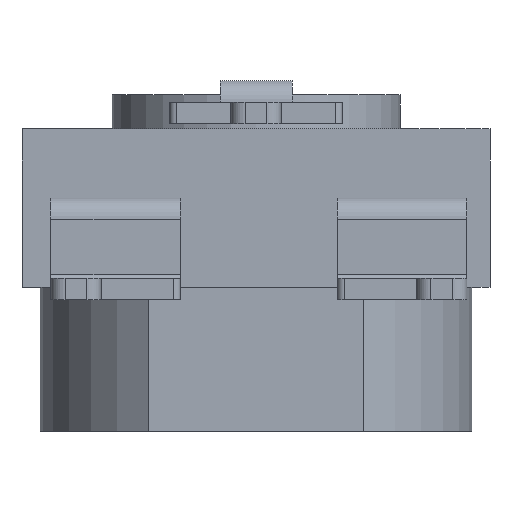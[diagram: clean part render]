
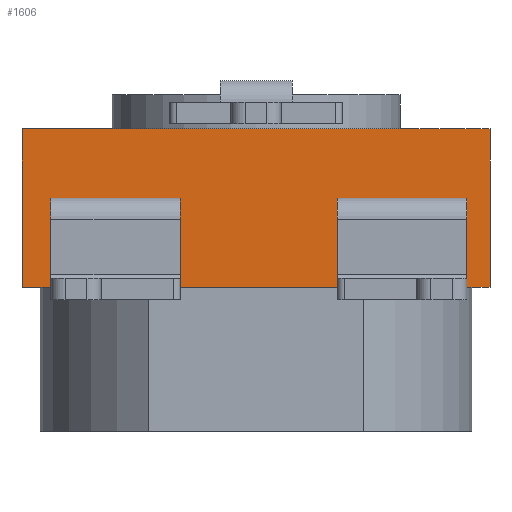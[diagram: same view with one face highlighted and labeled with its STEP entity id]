
A CAD part, front view. The second image highlights one B-rep face of the part: STEP entity #1606.
In plain terms, the highlighted planar face has unit normal (0, -1, 0).
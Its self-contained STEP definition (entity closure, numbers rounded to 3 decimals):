
#115=PLANE('',#1716);
#177=FACE_OUTER_BOUND('',#268,.T.);
#268=EDGE_LOOP('',(#1199,#1200,#1201,#1202));
#383=LINE('',#2395,#552);
#386=LINE('',#2401,#555);
#387=LINE('',#2403,#556);
#388=LINE('',#2404,#557);
#552=VECTOR('',#1923,1000.);
#555=VECTOR('',#1928,1000.);
#556=VECTOR('',#1929,1000.);
#557=VECTOR('',#1930,1000.);
#765=VERTEX_POINT('',#2392);
#766=VERTEX_POINT('',#2394);
#768=VERTEX_POINT('',#2400);
#769=VERTEX_POINT('',#2402);
#929=EDGE_CURVE('',#766,#765,#383,.T.);
#932=EDGE_CURVE('',#765,#768,#386,.T.);
#933=EDGE_CURVE('',#769,#768,#387,.T.);
#934=EDGE_CURVE('',#766,#769,#388,.T.);
#1199=ORIENTED_EDGE('',*,*,#932,.T.);
#1200=ORIENTED_EDGE('',*,*,#933,.F.);
#1201=ORIENTED_EDGE('',*,*,#934,.F.);
#1202=ORIENTED_EDGE('',*,*,#929,.T.);
#1606=ADVANCED_FACE('',(#177),#115,.F.);
#1716=AXIS2_PLACEMENT_3D('',#2399,#1926,#1927);
#1923=DIRECTION('',(0.,0.,-1.));
#1926=DIRECTION('center_axis',(0.,1.,0.));
#1927=DIRECTION('ref_axis',(1.,0.,0.));
#1928=DIRECTION('',(1.,0.,0.));
#1929=DIRECTION('',(0.,0.,-1.));
#1930=DIRECTION('',(1.,0.,0.));
#2392=CARTESIAN_POINT('',(-3.25,-4.,-2.375));
#2394=CARTESIAN_POINT('',(-3.25,-4.,-0.175));
#2395=CARTESIAN_POINT('',(-3.25,-4.,-0.175));
#2399=CARTESIAN_POINT('Origin',(-3.25,-4.,-0.175));
#2400=CARTESIAN_POINT('',(3.25,-4.,-2.375));
#2401=CARTESIAN_POINT('',(-3.25,-4.,-2.375));
#2402=CARTESIAN_POINT('',(3.25,-4.,-0.175));
#2403=CARTESIAN_POINT('',(3.25,-4.,-0.175));
#2404=CARTESIAN_POINT('',(-3.25,-4.,-0.175));
